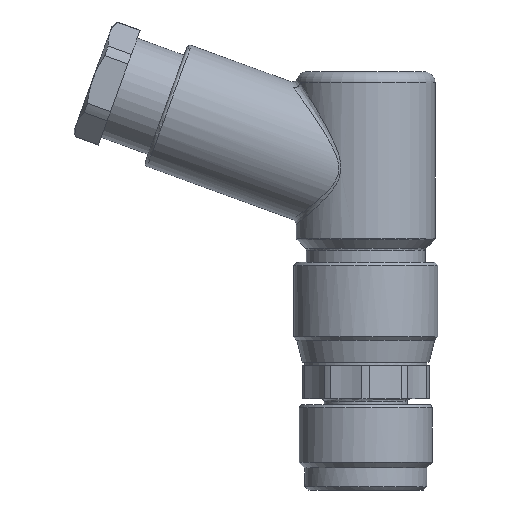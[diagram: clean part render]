
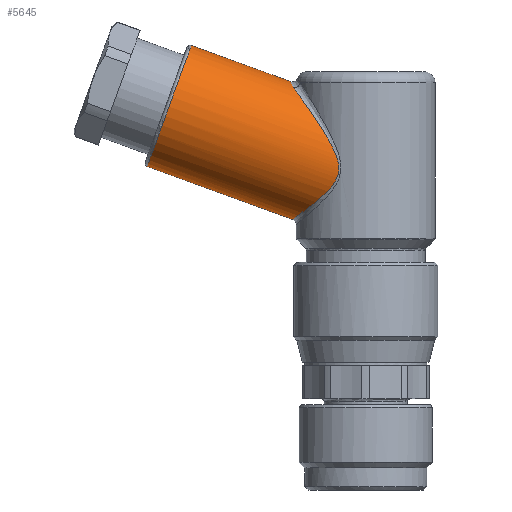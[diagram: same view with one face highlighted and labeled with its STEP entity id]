
A CAD part, left-side view. The second image highlights one B-rep face of the part: STEP entity #5645.
In plain terms, the highlighted cylindrical face has radius 5.8 mm (diameter 11.6 mm), a partial arc.
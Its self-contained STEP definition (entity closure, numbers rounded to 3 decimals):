
#5602=AXIS2_PLACEMENT_3D('Cylinder Axis2P3D',#5599,#5600,#5601) ;
#5374=CARTESIAN_POINT('Vertex',(4.373,13.001,36.263)) ;
#5378=CARTESIAN_POINT('Control Point',(0.7,8.925,29.037)) ;
#5379=CARTESIAN_POINT('Control Point',(0.7,8.926,29.09)) ;
#5380=CARTESIAN_POINT('Control Point',(0.706,8.954,29.636)) ;
#5381=CARTESIAN_POINT('Control Point',(0.892,9.518,31.104)) ;
#5382=CARTESIAN_POINT('Control Point',(1.384,10.503,32.643)) ;
#5383=CARTESIAN_POINT('Control Point',(2.204,11.529,34.183)) ;
#5384=CARTESIAN_POINT('Control Point',(3.042,12.308,35.291)) ;
#5385=CARTESIAN_POINT('Control Point',(3.892,12.806,35.991)) ;
#5386=CARTESIAN_POINT('Control Point',(4.373,13.001,36.263)) ;
#5387=CARTESIAN_POINT('Vertex',(0.7,8.923,29.037)) ;
#5391=CARTESIAN_POINT('Control Point',(1.672,10.655,26.247)) ;
#5392=CARTESIAN_POINT('Control Point',(1.389,10.288,26.564)) ;
#5393=CARTESIAN_POINT('Control Point',(1.003,9.647,27.161)) ;
#5394=CARTESIAN_POINT('Control Point',(0.735,9.,28.156)) ;
#5395=CARTESIAN_POINT('Control Point',(0.701,8.921,28.794)) ;
#5396=CARTESIAN_POINT('Control Point',(0.7,8.925,29.037)) ;
#5397=CARTESIAN_POINT('Vertex',(1.672,10.655,26.246)) ;
#5401=CARTESIAN_POINT('Control Point',(6.5,13.078,24.378)) ;
#5402=CARTESIAN_POINT('Control Point',(6.094,13.078,24.377)) ;
#5403=CARTESIAN_POINT('Control Point',(5.3,12.998,24.435)) ;
#5404=CARTESIAN_POINT('Control Point',(4.187,12.645,24.69)) ;
#5405=CARTESIAN_POINT('Control Point',(2.891,11.954,25.198)) ;
#5406=CARTESIAN_POINT('Control Point',(2.101,11.205,25.773)) ;
#5407=CARTESIAN_POINT('Control Point',(1.686,10.674,26.231)) ;
#5408=CARTESIAN_POINT('Control Point',(1.672,10.655,26.247)) ;
#5409=CARTESIAN_POINT('Vertex',(6.5,13.079,24.377)) ;
#5569=CARTESIAN_POINT('Vertex',(6.5,13.307,36.804)) ;
#5573=CARTESIAN_POINT('Control Point',(6.173,13.302,36.793)) ;
#5574=CARTESIAN_POINT('Control Point',(6.282,13.305,36.8)) ;
#5575=CARTESIAN_POINT('Control Point',(6.392,13.307,36.804)) ;
#5576=CARTESIAN_POINT('Control Point',(6.5,13.307,36.804)) ;
#5577=CARTESIAN_POINT('Vertex',(6.173,13.302,36.793)) ;
#5581=CARTESIAN_POINT('Control Point',(4.373,13.001,36.263)) ;
#5582=CARTESIAN_POINT('Control Point',(4.849,13.194,36.534)) ;
#5583=CARTESIAN_POINT('Control Point',(5.463,13.272,36.726)) ;
#5584=CARTESIAN_POINT('Control Point',(6.096,13.299,36.787)) ;
#5585=CARTESIAN_POINT('Control Point',(6.173,13.302,36.793)) ;
#5599=CARTESIAN_POINT('Axis2P3D Location',(6.5,24.484,34.7)) ;
#5604=CARTESIAN_POINT('Line Origine',(6.5,26.467,29.25)) ;
#5608=CARTESIAN_POINT('Vertex',(6.5,26.186,29.147)) ;
#5611=CARTESIAN_POINT('Line Origine',(6.5,22.5,40.15)) ;
#5615=CARTESIAN_POINT('Vertex',(6.5,22.218,40.048)) ;
#5619=CARTESIAN_POINT('Control Point',(6.5,22.218,40.048)) ;
#5620=CARTESIAN_POINT('Control Point',(5.589,22.218,40.048)) ;
#5621=CARTESIAN_POINT('Control Point',(4.678,22.279,39.88)) ;
#5622=CARTESIAN_POINT('Control Point',(3.814,22.402,39.543)) ;
#5623=CARTESIAN_POINT('Control Point',(2.272,22.756,38.57)) ;
#5624=CARTESIAN_POINT('Control Point',(1.237,23.283,37.122)) ;
#5625=CARTESIAN_POINT('Control Point',(0.879,23.579,36.31)) ;
#5626=CARTESIAN_POINT('Control Point',(0.521,24.202,34.597)) ;
#5627=CARTESIAN_POINT('Control Point',(0.879,24.825,32.885)) ;
#5628=CARTESIAN_POINT('Control Point',(1.237,25.121,32.073)) ;
#5629=CARTESIAN_POINT('Control Point',(2.272,25.648,30.625)) ;
#5630=CARTESIAN_POINT('Control Point',(3.814,26.002,29.652)) ;
#5631=CARTESIAN_POINT('Control Point',(4.678,26.124,29.315)) ;
#5632=CARTESIAN_POINT('Control Point',(5.589,26.186,29.147)) ;
#5633=CARTESIAN_POINT('Control Point',(6.5,26.186,29.147)) ;
#5600=DIRECTION('Axis2P3D Direction',(0.,0.94,0.342)) ;
#5601=DIRECTION('Axis2P3D XDirection',(0.,0.342,-0.94)) ;
#5605=DIRECTION('Vector Direction',(0.,0.94,0.342)) ;
#5612=DIRECTION('Vector Direction',(0.,0.94,0.342)) ;
#5606=VECTOR('Line Direction',#5605,1.) ;
#5613=VECTOR('Line Direction',#5612,1.) ;
#5636=ORIENTED_EDGE('',*,*,#5610,.F.) ;
#5637=ORIENTED_EDGE('',*,*,#5411,.T.) ;
#5638=ORIENTED_EDGE('',*,*,#5399,.T.) ;
#5639=ORIENTED_EDGE('',*,*,#5389,.T.) ;
#5640=ORIENTED_EDGE('',*,*,#5586,.T.) ;
#5641=ORIENTED_EDGE('',*,*,#5579,.T.) ;
#5642=ORIENTED_EDGE('',*,*,#5617,.F.) ;
#5643=ORIENTED_EDGE('',*,*,#5634,.T.) ;
#5645=ADVANCED_FACE('Hauptkoerper',(#5644),#5603,.T.) ;
#5572=B_SPLINE_CURVE_WITH_KNOTS('',3,(#5573,#5574,#5575,#5576),.UNSPECIFIED.,.F.,.U.,(4,4),(0.,0.456),.UNSPECIFIED.) ;
#5618=B_SPLINE_CURVE_WITH_KNOTS('',5,(#5619,#5620,#5621,#5622,#5623,#5624,#5625,#5626,#5627,#5628,#5629,#5630,#5631,#5632,#5633),.UNSPECIFIED.,.F.,.U.,(6,3,3,3,6),(-9.111,-4.555,0.,4.555,9.111),.UNSPECIFIED.) ;
#5603=CYLINDRICAL_SURFACE('generated cylinder',#5602,5.8) ;
#5389=EDGE_CURVE('',#5388,#5375,#5377,.T.) ;
#5399=EDGE_CURVE('',#5398,#5388,#5390,.T.) ;
#5411=EDGE_CURVE('',#5410,#5398,#5400,.T.) ;
#5579=EDGE_CURVE('',#5578,#5570,#5572,.T.) ;
#5586=EDGE_CURVE('',#5375,#5578,#5580,.T.) ;
#5610=EDGE_CURVE('',#5410,#5609,#5607,.T.) ;
#5617=EDGE_CURVE('',#5616,#5570,#5614,.F.) ;
#5634=EDGE_CURVE('',#5616,#5609,#5618,.T.) ;
#5635=EDGE_LOOP('',(#5636,#5637,#5638,#5639,#5640,#5641,#5642,#5643)) ;
#5644=FACE_OUTER_BOUND('',#5635,.T.) ;
#5607=LINE('Line',#5604,#5606) ;
#5614=LINE('Line',#5611,#5613) ;
#5375=VERTEX_POINT('',#5374) ;
#5388=VERTEX_POINT('',#5387) ;
#5398=VERTEX_POINT('',#5397) ;
#5410=VERTEX_POINT('',#5409) ;
#5570=VERTEX_POINT('',#5569) ;
#5578=VERTEX_POINT('',#5577) ;
#5609=VERTEX_POINT('',#5608) ;
#5616=VERTEX_POINT('',#5615) ;
#5377=(BOUNDED_CURVE()B_SPLINE_CURVE(3,(#5378,#5379,#5380,#5381,#5382,#5383,#5384,#5385,#5386),.UNSPECIFIED.,.F.,.U.)B_SPLINE_CURVE_WITH_KNOTS((4,1,1,1,1,1,4),(28.784,28.945,30.438,33.422,34.615,36.406,38.196),.UNSPECIFIED.)CURVE()GEOMETRIC_REPRESENTATION_ITEM()RATIONAL_B_SPLINE_CURVE((1.,1.,1.,1.,1.,1.,1.,1.,1.))REPRESENTATION_ITEM('')) ;
#5390=(BOUNDED_CURVE()B_SPLINE_CURVE(3,(#5391,#5392,#5393,#5394,#5395,#5396),.UNSPECIFIED.,.F.,.U.)B_SPLINE_CURVE_WITH_KNOTS((4,1,1,4),(25.152,26.857,28.05,28.784),.UNSPECIFIED.)CURVE()GEOMETRIC_REPRESENTATION_ITEM()RATIONAL_B_SPLINE_CURVE((1.,1.,1.,1.,1.,1.))REPRESENTATION_ITEM('')) ;
#5400=(BOUNDED_CURVE()B_SPLINE_CURVE(3,(#5401,#5402,#5403,#5404,#5405,#5406,#5407,#5408),.UNSPECIFIED.,.F.,.U.)B_SPLINE_CURVE_WITH_KNOTS((4,1,1,1,1,4),(19.042,20.292,21.485,22.679,25.066,25.152),.UNSPECIFIED.)CURVE()GEOMETRIC_REPRESENTATION_ITEM()RATIONAL_B_SPLINE_CURVE((1.,1.,1.,1.,1.,1.,1.,1.))REPRESENTATION_ITEM('')) ;
#5580=(BOUNDED_CURVE()B_SPLINE_CURVE(3,(#5581,#5582,#5583,#5584,#5585),.UNSPECIFIED.,.F.,.U.)B_SPLINE_CURVE_WITH_KNOTS((4,1,4),(0.,1.625,1.849),.UNSPECIFIED.)CURVE()GEOMETRIC_REPRESENTATION_ITEM()RATIONAL_B_SPLINE_CURVE((1.,1.,1.,1.,1.))REPRESENTATION_ITEM('')) ;
